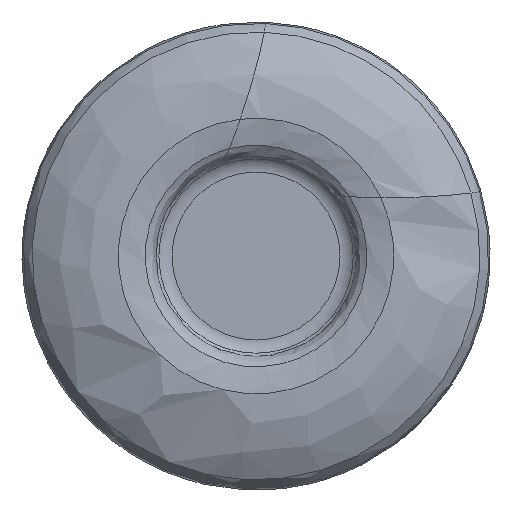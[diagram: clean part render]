
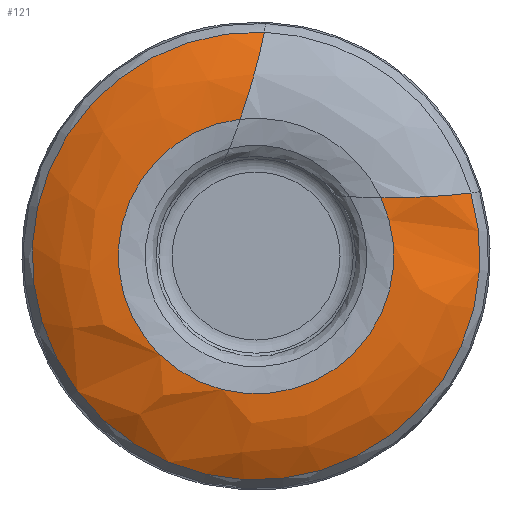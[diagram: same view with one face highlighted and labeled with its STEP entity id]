
A CAD part, left-side view. The second image highlights one B-rep face of the part: STEP entity #121.
In plain terms, the highlighted free-form (B-spline) face has degree [3, 3] with [4, 7] control points.
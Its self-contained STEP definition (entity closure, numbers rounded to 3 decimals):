
#121=ADVANCED_FACE('',(#190),#166,.F.);
#166=(
BOUNDED_SURFACE()
B_SPLINE_SURFACE(3,3,((#1140,#1141,#1142,#1143,#1144,#1145,#1146),(#1147,
#1148,#1149,#1150,#1151,#1152,#1153),(#1154,#1155,#1156,#1157,#1158,#1159,
#1160),(#1161,#1162,#1163,#1164,#1165,#1166,#1167)),.UNSPECIFIED.,.F.,.F.,
 .F.)
B_SPLINE_SURFACE_WITH_KNOTS((4,4),(4,3,4),(0.,1.),(0.,0.5,1.),
 .UNSPECIFIED.)
GEOMETRIC_REPRESENTATION_ITEM()
RATIONAL_B_SPLINE_SURFACE(((1.,0.538,0.538,1.,0.538,
0.538,1.),(0.961,0.517,0.517,
0.961,0.517,0.517,0.961),
(0.961,0.517,0.517,0.961,
0.517,0.517,0.961),(1.,0.538,
0.538,1.,0.538,0.538,1.)))
REPRESENTATION_ITEM('')
SURFACE()
);
#190=FACE_OUTER_BOUND('',#216,.T.);
#216=EDGE_LOOP('',(#374,#375,#376,#377));
#293=CIRCLE('',#614,5.903);
#296=CIRCLE('',#617,9.595);
#297=CIRCLE('',#618,6.);
#298=CIRCLE('',#619,6.);
#374=ORIENTED_EDGE('',*,*,#544,.F.);
#375=ORIENTED_EDGE('',*,*,#545,.T.);
#376=ORIENTED_EDGE('',*,*,#541,.T.);
#377=ORIENTED_EDGE('',*,*,#546,.T.);
#488=VERTEX_POINT('',#1103);
#489=VERTEX_POINT('',#1104);
#490=VERTEX_POINT('',#1136);
#491=VERTEX_POINT('',#1137);
#541=EDGE_CURVE('',#488,#489,#293,.T.);
#544=EDGE_CURVE('',#490,#491,#296,.T.);
#545=EDGE_CURVE('',#490,#488,#297,.T.);
#546=EDGE_CURVE('',#489,#491,#298,.T.);
#614=AXIS2_PLACEMENT_3D('',#1102,#728,#729);
#617=AXIS2_PLACEMENT_3D('',#1135,#734,#735);
#618=AXIS2_PLACEMENT_3D('',#1138,#736,#737);
#619=AXIS2_PLACEMENT_3D('',#1139,#738,#739);
#728=DIRECTION('',(1.,0.,0.));
#729=DIRECTION('',(0.,-0.906,0.424));
#734=DIRECTION('',(1.,0.,0.));
#735=DIRECTION('',(0.,-0.96,0.281));
#736=DIRECTION('',(0.174,0.,-0.985));
#737=DIRECTION('',(0.985,0.,0.174));
#738=DIRECTION('',(-0.174,0.934,0.312));
#739=DIRECTION('',(0.985,0.165,0.055));
#1102=CARTESIAN_POINT('',(0.009,0.,0.));
#1103=CARTESIAN_POINT('',(0.009,-5.347,2.502));
#1104=CARTESIAN_POINT('',(0.009,0.68,5.864));
#1135=CARTESIAN_POINT('',(1.135,0.,0.));
#1136=CARTESIAN_POINT('',(1.135,-9.207,2.7));
#1137=CARTESIAN_POINT('',(1.135,-0.354,9.589));
#1138=CARTESIAN_POINT('',(5.909,-5.672,3.542));
#1139=CARTESIAN_POINT('',(5.909,1.564,6.501));
#1140=CARTESIAN_POINT('',(0.009,-5.347,2.502));
#1141=CARTESIAN_POINT('',(0.009,-8.297,-3.803));
#1142=CARTESIAN_POINT('',(0.009,-3.202,-8.546));
#1143=CARTESIAN_POINT('',(0.009,2.876,-5.155));
#1144=CARTESIAN_POINT('',(0.009,8.955,-1.764));
#1145=CARTESIAN_POINT('',(0.009,7.594,5.062));
#1146=CARTESIAN_POINT('',(0.009,0.68,5.864));
#1147=CARTESIAN_POINT('',(-0.066,-6.741,2.488));
#1148=CARTESIAN_POINT('',(-0.066,-9.675,-5.46));
#1149=CARTESIAN_POINT('',(-0.066,-3.012,-10.693));
#1150=CARTESIAN_POINT('',(-0.066,4.015,-5.959));
#1151=CARTESIAN_POINT('',(-0.066,11.041,-1.226));
#1152=CARTESIAN_POINT('',(-0.066,8.695,6.915));
#1153=CARTESIAN_POINT('',(-0.066,0.226,7.182));
#1154=CARTESIAN_POINT('',(0.325,-8.079,2.557));
#1155=CARTESIAN_POINT('',(0.325,-11.095,-6.969));
#1156=CARTESIAN_POINT('',(0.325,-2.955,-12.764));
#1157=CARTESIAN_POINT('',(0.325,5.06,-6.798));
#1158=CARTESIAN_POINT('',(0.325,13.076,-0.831));
#1159=CARTESIAN_POINT('',(0.325,9.859,8.629));
#1160=CARTESIAN_POINT('',(0.325,-0.132,8.473));
#1161=CARTESIAN_POINT('',(1.135,-9.207,2.7));
#1162=CARTESIAN_POINT('',(1.135,-12.391,-8.156));
#1163=CARTESIAN_POINT('',(1.135,-3.037,-14.52));
#1164=CARTESIAN_POINT('',(1.135,5.892,-7.573));
#1165=CARTESIAN_POINT('',(1.135,14.821,-0.626));
#1166=CARTESIAN_POINT('',(1.135,10.952,10.006));
#1167=CARTESIAN_POINT('',(1.135,-0.354,9.589));
